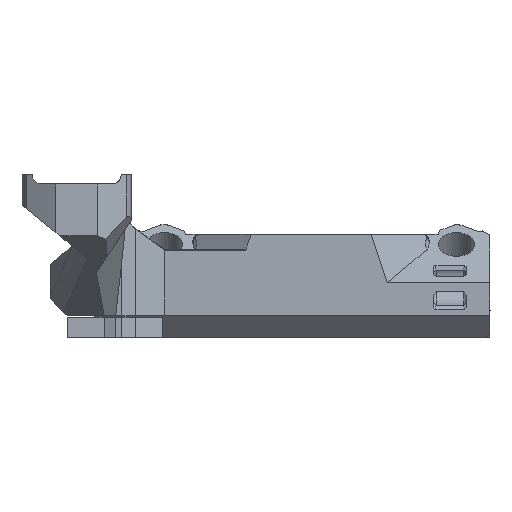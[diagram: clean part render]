
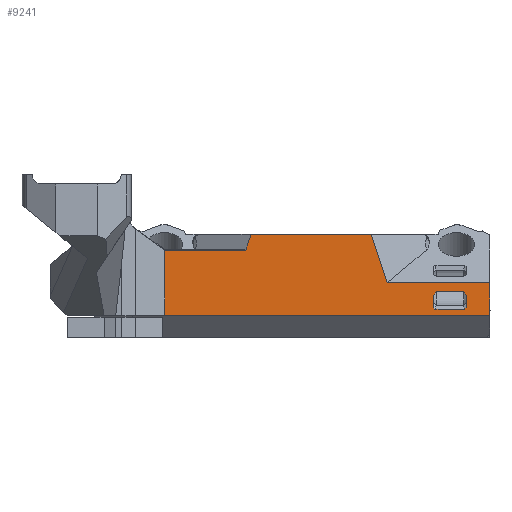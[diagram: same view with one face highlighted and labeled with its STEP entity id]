
A CAD part, front view. The second image highlights one B-rep face of the part: STEP entity #9241.
In plain terms, the highlighted planar face has unit normal (0, -1, 0).
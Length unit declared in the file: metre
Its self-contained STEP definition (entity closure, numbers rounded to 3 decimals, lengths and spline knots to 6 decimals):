
#256=LINE('',#12593,#1424);
#271=LINE('',#12636,#1439);
#273=LINE('',#12645,#1441);
#275=LINE('',#12651,#1443);
#280=LINE('',#12664,#1448);
#299=LINE('',#12728,#1467);
#348=LINE('',#13317,#1516);
#359=LINE('',#13391,#1527);
#360=LINE('',#13393,#1528);
#361=LINE('',#13395,#1529);
#362=LINE('',#13396,#1530);
#363=LINE('',#13398,#1531);
#364=LINE('',#13400,#1532);
#365=LINE('',#13401,#1533);
#366=LINE('',#13403,#1534);
#367=LINE('',#13404,#1535);
#368=LINE('',#13406,#1536);
#1424=VECTOR('',#10258,1.);
#1439=VECTOR('',#10293,1.);
#1441=VECTOR('',#10301,1.);
#1443=VECTOR('',#10307,1.);
#1448=VECTOR('',#10316,1.);
#1467=VECTOR('',#10343,1.);
#1516=VECTOR('',#10544,1.);
#1527=VECTOR('',#10577,1.);
#1528=VECTOR('',#10578,1.);
#1529=VECTOR('',#10579,1.);
#1530=VECTOR('',#10580,1.);
#1531=VECTOR('',#10581,1.);
#1532=VECTOR('',#10582,1.);
#1533=VECTOR('',#10583,1.);
#1534=VECTOR('',#10584,1.);
#1535=VECTOR('',#10585,1.);
#1536=VECTOR('',#10586,1.);
#2872=ORIENTED_EDGE('',*,*,#5374,.F.);
#2873=ORIENTED_EDGE('',*,*,#5565,.T.);
#2874=ORIENTED_EDGE('',*,*,#5566,.F.);
#2875=ORIENTED_EDGE('',*,*,#5567,.F.);
#2876=ORIENTED_EDGE('',*,*,#5427,.T.);
#2877=ORIENTED_EDGE('',*,*,#5406,.F.);
#2878=ORIENTED_EDGE('',*,*,#5568,.T.);
#2879=ORIENTED_EDGE('',*,*,#5569,.T.);
#2880=ORIENTED_EDGE('',*,*,#5570,.F.);
#2881=ORIENTED_EDGE('',*,*,#5571,.T.);
#2882=ORIENTED_EDGE('',*,*,#5572,.F.);
#2883=ORIENTED_EDGE('',*,*,#5544,.F.);
#2884=ORIENTED_EDGE('',*,*,#5573,.F.);
#2885=ORIENTED_EDGE('',*,*,#5574,.T.);
#2886=ORIENTED_EDGE('',*,*,#5400,.T.);
#2887=ORIENTED_EDGE('',*,*,#5397,.T.);
#2888=ORIENTED_EDGE('',*,*,#5393,.T.);
#5374=EDGE_CURVE('',#6760,#6761,#256,.T.);
#5393=EDGE_CURVE('',#6775,#6776,#271,.T.);
#5397=EDGE_CURVE('',#6779,#6775,#273,.T.);
#5400=EDGE_CURVE('',#6781,#6779,#275,.T.);
#5406=EDGE_CURVE('',#6786,#6787,#280,.T.);
#5427=EDGE_CURVE('',#6805,#6787,#299,.T.);
#5544=EDGE_CURVE('',#6898,#6899,#348,.T.);
#5565=EDGE_CURVE('',#6760,#6913,#359,.T.);
#5566=EDGE_CURVE('',#6914,#6913,#360,.T.);
#5567=EDGE_CURVE('',#6805,#6914,#361,.T.);
#5568=EDGE_CURVE('',#6786,#6915,#362,.T.);
#5569=EDGE_CURVE('',#6915,#6916,#363,.T.);
#5570=EDGE_CURVE('',#6761,#6916,#364,.T.);
#5571=EDGE_CURVE('',#6776,#6917,#365,.T.);
#5572=EDGE_CURVE('',#6899,#6917,#366,.T.);
#5573=EDGE_CURVE('',#6918,#6898,#367,.T.);
#5574=EDGE_CURVE('',#6918,#6781,#368,.T.);
#6760=VERTEX_POINT('',#12592);
#6761=VERTEX_POINT('',#12594);
#6775=VERTEX_POINT('',#12637);
#6776=VERTEX_POINT('',#12638);
#6779=VERTEX_POINT('',#12646);
#6781=VERTEX_POINT('',#12652);
#6786=VERTEX_POINT('',#12663);
#6787=VERTEX_POINT('',#12665);
#6805=VERTEX_POINT('',#12729);
#6898=VERTEX_POINT('',#13318);
#6899=VERTEX_POINT('',#13319);
#6913=VERTEX_POINT('',#13392);
#6914=VERTEX_POINT('',#13394);
#6915=VERTEX_POINT('',#13397);
#6916=VERTEX_POINT('',#13399);
#6917=VERTEX_POINT('',#13402);
#6918=VERTEX_POINT('',#13405);
#7830=EDGE_LOOP('',(#2872,#2873,#2874,#2875,#2876,#2877,#2878,#2879,#2880));
#7831=EDGE_LOOP('',(#2881,#2882,#2883,#2884,#2885,#2886,#2887,#2888));
#8360=FACE_BOUND('',#7830,.T.);
#8361=FACE_BOUND('',#7831,.T.);
#8847=PLANE('',#9771);
#9241=ADVANCED_FACE('',(#8360,#8361),#8847,.F.);
#9771=AXIS2_PLACEMENT_3D('',#13390,#10575,#10576);
#10258=DIRECTION('',(0.317,0.,0.948));
#10293=DIRECTION('',(0.707,0.,-0.707));
#10301=DIRECTION('',(1.,0.,0.));
#10307=DIRECTION('',(0.707,0.,0.707));
#10316=DIRECTION('',(0.,0.,-1.));
#10343=DIRECTION('',(1.,0.,0.));
#10544=DIRECTION('',(1.,0.,0.));
#10575=DIRECTION('',(0.,1.,0.));
#10576=DIRECTION('',(0.,0.,1.));
#10577=DIRECTION('',(-1.,0.,0.));
#10578=DIRECTION('',(0.,0.,1.));
#10579=DIRECTION('',(0.,0.,1.));
#10580=DIRECTION('',(-1.,0.,0.));
#10581=DIRECTION('',(-0.317,0.,0.948));
#10582=DIRECTION('',(1.,0.,0.));
#10583=DIRECTION('',(0.,0.,-1.));
#10584=DIRECTION('',(0.705,0.,0.709));
#10585=DIRECTION('',(0.705,0.,-0.709));
#10586=DIRECTION('',(0.,0.,1.));
#12592=CARTESIAN_POINT('',(-0.008346,-0.000624,0.066625));
#12593=CARTESIAN_POINT('',(-0.011174,-0.000624,0.058172));
#12594=CARTESIAN_POINT('',(-0.00767,-0.000624,0.068647));
#12636=CARTESIAN_POINT('',(0.019734,-0.000624,0.061079));
#12637=CARTESIAN_POINT('',(0.019534,-0.000624,0.061279));
#12638=CARTESIAN_POINT('',(0.019934,-0.000624,0.060879));
#12645=CARTESIAN_POINT('',(0.017784,-0.000624,0.061279));
#12646=CARTESIAN_POINT('',(0.016034,-0.000624,0.061279));
#12651=CARTESIAN_POINT('',(0.015834,-0.000624,0.061079));
#12652=CARTESIAN_POINT('',(0.015634,-0.000624,0.060879));
#12663=CARTESIAN_POINT('',(0.02292,-0.000624,0.062479));
#12664=CARTESIAN_POINT('',(0.02292,-0.000624,0.062231));
#12665=CARTESIAN_POINT('',(0.02292,-0.000624,0.058261));
#12728=CARTESIAN_POINT('',(-0.008033,-0.000624,0.058261));
#12729=CARTESIAN_POINT('',(-0.018731,-0.000624,0.058261));
#13317=CARTESIAN_POINT('',(0.017784,-0.000624,0.059079));
#13318=CARTESIAN_POINT('',(0.015868,-0.000624,0.059079));
#13319=CARTESIAN_POINT('',(0.0197,-0.000624,0.059079));
#13390=CARTESIAN_POINT('',(-0.020067,-0.000624,0.056547));
#13391=CARTESIAN_POINT('',(-0.018731,-0.000624,0.066625));
#13392=CARTESIAN_POINT('',(-0.018731,-0.000624,0.066625));
#13393=CARTESIAN_POINT('',(-0.018731,-0.000624,0.069304));
#13394=CARTESIAN_POINT('',(-0.018731,-0.000624,0.062479));
#13395=CARTESIAN_POINT('',(-0.018731,-0.000624,0.056547));
#13396=CARTESIAN_POINT('',(-0.020067,-0.000624,0.062479));
#13397=CARTESIAN_POINT('',(0.009764,-0.000624,0.062479));
#13398=CARTESIAN_POINT('',(0.009155,-0.000624,0.0643));
#13399=CARTESIAN_POINT('',(0.0077,-0.000624,0.068647));
#13400=CARTESIAN_POINT('',(0.002958,-0.000624,0.068647));
#13401=CARTESIAN_POINT('',(0.019934,-0.000624,0.060027));
#13402=CARTESIAN_POINT('',(0.019934,-0.000624,0.059313));
#13403=CARTESIAN_POINT('',(-0.001347,-0.000624,0.037923));
#13404=CARTESIAN_POINT('',(-0.000741,-0.000624,
0.075773));
#13405=CARTESIAN_POINT('',(0.015634,-0.000624,0.059313));
#13406=CARTESIAN_POINT('',(0.015634,-0.000624,0.060349));
